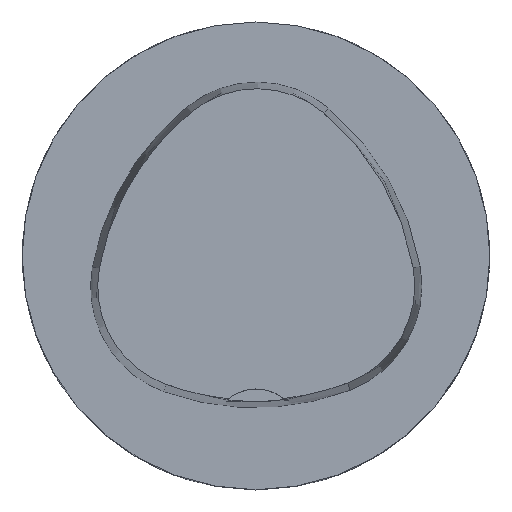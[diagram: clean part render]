
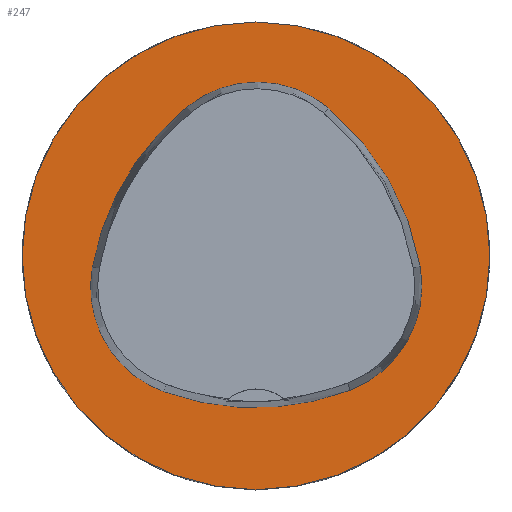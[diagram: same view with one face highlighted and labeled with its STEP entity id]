
A CAD part, top view. The second image highlights one B-rep face of the part: STEP entity #247.
In plain terms, the highlighted planar face has unit normal (0, 0, 1).
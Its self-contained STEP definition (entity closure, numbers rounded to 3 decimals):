
#102=FACE_BOUND('',#441,.T.);
#103=FACE_BOUND('',#442,.T.);
#182=PLANE('',#1717);
#247=ADVANCED_FACE('',(#102,#103),#182,.T.);
#441=EDGE_LOOP('',(#702,#703,#704,#705,#706,#707));
#442=EDGE_LOOP('',(#708));
#514=CIRCLE('',#1688,31.5);
#516=CIRCLE('',#1697,36.);
#517=CIRCLE('',#1699,36.);
#519=CIRCLE('',#1702,15.);
#523=CIRCLE('',#1707,36.);
#525=CIRCLE('',#1710,15.);
#529=CIRCLE('',#1716,15.);
#702=ORIENTED_EDGE('',*,*,#1205,.T.);
#703=ORIENTED_EDGE('',*,*,#1225,.T.);
#704=ORIENTED_EDGE('',*,*,#1207,.T.);
#705=ORIENTED_EDGE('',*,*,#1211,.T.);
#706=ORIENTED_EDGE('',*,*,#1219,.T.);
#707=ORIENTED_EDGE('',*,*,#1221,.T.);
#708=ORIENTED_EDGE('',*,*,#1190,.F.);
#1029=VERTEX_POINT('',#2468);
#1044=VERTEX_POINT('',#2498);
#1045=VERTEX_POINT('',#2500);
#1046=VERTEX_POINT('',#2504);
#1047=VERTEX_POINT('',#2505);
#1050=VERTEX_POINT('',#2513);
#1057=VERTEX_POINT('',#2534);
#1190=EDGE_CURVE('',#1029,#1029,#514,.T.);
#1205=EDGE_CURVE('',#1045,#1044,#516,.T.);
#1207=EDGE_CURVE('',#1046,#1047,#517,.T.);
#1211=EDGE_CURVE('',#1047,#1050,#519,.T.);
#1219=EDGE_CURVE('',#1050,#1057,#523,.T.);
#1221=EDGE_CURVE('',#1057,#1045,#525,.T.);
#1225=EDGE_CURVE('',#1044,#1046,#529,.T.);
#1688=AXIS2_PLACEMENT_3D('',#2467,#1933,#1934);
#1697=AXIS2_PLACEMENT_3D('',#2499,#1958,#1959);
#1699=AXIS2_PLACEMENT_3D('',#2503,#1963,#1964);
#1702=AXIS2_PLACEMENT_3D('',#2512,#1971,#1972);
#1707=AXIS2_PLACEMENT_3D('',#2535,#1983,#1984);
#1710=AXIS2_PLACEMENT_3D('',#2538,#1989,#1990);
#1716=AXIS2_PLACEMENT_3D('',#2544,#2001,#2002);
#1717=AXIS2_PLACEMENT_3D('',#2545,#2003,#2004);
#1933=DIRECTION('',(0.,0.,-1.));
#1934=DIRECTION('',(-1.,0.,0.));
#1958=DIRECTION('',(0.,0.,-1.));
#1959=DIRECTION('',(-1.,0.,0.));
#1963=DIRECTION('',(0.,0.,-1.));
#1964=DIRECTION('',(-1.,0.,0.));
#1971=DIRECTION('',(0.,0.,-1.));
#1972=DIRECTION('',(-1.,0.,0.));
#1983=DIRECTION('',(0.,0.,-1.));
#1984=DIRECTION('',(-1.,0.,0.));
#1989=DIRECTION('',(0.,0.,-1.));
#1990=DIRECTION('',(-1.,0.,0.));
#2001=DIRECTION('',(0.,0.,-1.));
#2002=DIRECTION('',(-1.,0.,0.));
#2003=DIRECTION('',(0.,0.,1.));
#2004=DIRECTION('',(-1.,0.,0.));
#2467=CARTESIAN_POINT('',(0.,0.,0.));
#2468=CARTESIAN_POINT('',(-31.5,0.,0.));
#2498=CARTESIAN_POINT('',(-9.317,20.036,0.));
#2499=CARTESIAN_POINT('',(13.398,-7.893,0.));
#2500=CARTESIAN_POINT('',(-22.041,-1.562,0.));
#2503=CARTESIAN_POINT('',(-13.337,-7.7,0.));
#2504=CARTESIAN_POINT('',(9.779,19.898,0.));
#2505=CARTESIAN_POINT('',(22.122,-1.48,0.));
#2512=CARTESIAN_POINT('',(7.347,-4.071,0.));
#2513=CARTESIAN_POINT('',(12.693,-18.087,0.));
#2534=CARTESIAN_POINT('',(-12.373,-18.307,0.));
#2535=CARTESIAN_POINT('',(-0.137,15.55,0.));
#2538=CARTESIAN_POINT('',(-7.275,-4.2,0.));
#2544=CARTESIAN_POINT('',(0.148,8.399,0.));
#2545=CARTESIAN_POINT('',(0.,0.,0.));
